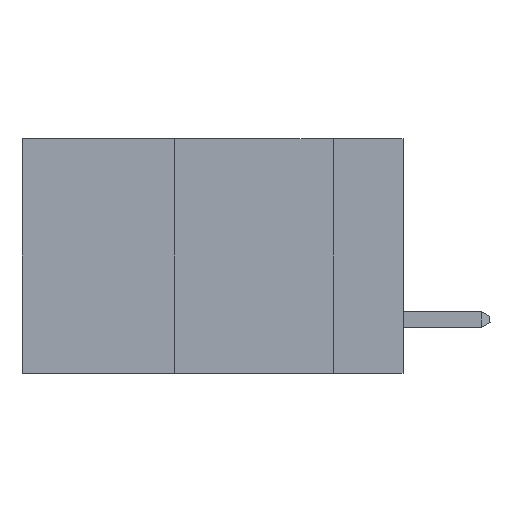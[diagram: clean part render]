
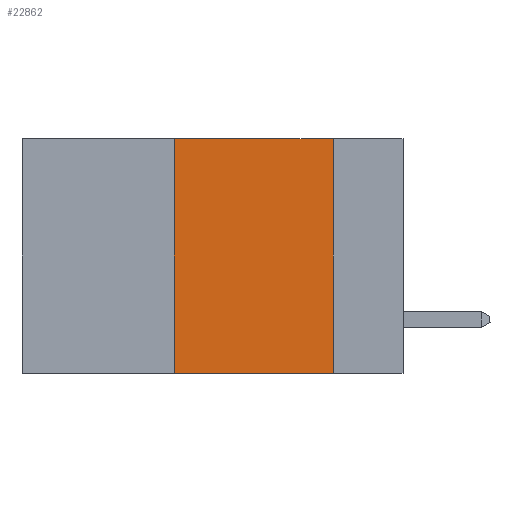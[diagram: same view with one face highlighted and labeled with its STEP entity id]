
A CAD part, left-side view. The second image highlights one B-rep face of the part: STEP entity #22862.
In plain terms, the highlighted planar face has unit normal (-1, 0, 0).
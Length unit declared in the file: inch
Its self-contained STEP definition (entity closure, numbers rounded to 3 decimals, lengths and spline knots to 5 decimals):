
#38 = VERTEX_POINT ( 'NONE', #11663 ) ;
#63 = LINE ( 'NONE', #16518, #19307 ) ;
#1459 = CARTESIAN_POINT ( 'NONE',  ( 0., 0.11, -0.37 ) ) ;
#4802 = VERTEX_POINT ( 'NONE', #4906 ) ;
#4906 = CARTESIAN_POINT ( 'NONE',  ( 0., 0.11, 0. ) ) ;
#5002 = VECTOR ( 'NONE', #6172, 39.37008 ) ;
#5584 = PLANE ( 'NONE',  #17299 ) ;
#6172 = DIRECTION ( 'NONE',  ( 0., 0., -1. ) ) ;
#7159 = DIRECTION ( 'NONE',  ( 0., -1., 0. ) ) ;
#7371 = CARTESIAN_POINT ( 'NONE',  ( 0., 0.6, 0. ) ) ;
#8390 = ORIENTED_EDGE ( 'NONE', *, *, #18641, .F. ) ;
#8605 = EDGE_CURVE ( 'NONE', #38, #10815, #9975, .T. ) ;
#8750 = LINE ( 'NONE', #12625, #15210 ) ;
#8805 = VECTOR ( 'NONE', #11874, 39.37008 ) ;
#9175 = DIRECTION ( 'NONE',  ( 1., 0., 0. ) ) ;
#9398 = DIRECTION ( 'NONE',  ( 0., -1., 0. ) ) ;
#9975 = LINE ( 'NONE', #20519, #8805 ) ;
#10815 = VERTEX_POINT ( 'NONE', #18682 ) ;
#11663 = CARTESIAN_POINT ( 'NONE',  ( 0., 0.36, -0.37 ) ) ;
#11874 = DIRECTION ( 'NONE',  ( 0., 0., 1. ) ) ;
#11884 = FACE_OUTER_BOUND ( 'NONE', #12677, .T. ) ;
#12625 = CARTESIAN_POINT ( 'NONE',  ( 0., 0.6, 0. ) ) ;
#12677 = EDGE_LOOP ( 'NONE', ( #14479, #8390, #13471, #13973 ) ) ;
#13471 = ORIENTED_EDGE ( 'NONE', *, *, #8605, .F. ) ;
#13973 = ORIENTED_EDGE ( 'NONE', *, *, #14545, .T. ) ;
#14230 = VERTEX_POINT ( 'NONE', #1459 ) ;
#14479 = ORIENTED_EDGE ( 'NONE', *, *, #16472, .F. ) ;
#14484 = LINE ( 'NONE', #22293, #5002 ) ;
#14545 = EDGE_CURVE ( 'NONE', #38, #14230, #63, .T. ) ;
#14643 = DIRECTION ( 'NONE',  ( 0., 0., -1. ) ) ;
#15210 = VECTOR ( 'NONE', #7159, 39.37008 ) ;
#16472 = EDGE_CURVE ( 'NONE', #4802, #14230, #14484, .T. ) ;
#16518 = CARTESIAN_POINT ( 'NONE',  ( 0., 0.6, -0.37 ) ) ;
#17299 = AXIS2_PLACEMENT_3D ( 'NONE', #7371, #9175, #14643 ) ;
#18641 = EDGE_CURVE ( 'NONE', #10815, #4802, #8750, .T. ) ;
#18682 = CARTESIAN_POINT ( 'NONE',  ( 0., 0.36, 0. ) ) ;
#19307 = VECTOR ( 'NONE', #9398, 39.37008 ) ;
#20519 = CARTESIAN_POINT ( 'NONE',  ( 0., 0.36, 0. ) ) ;
#22293 = CARTESIAN_POINT ( 'NONE',  ( 0., 0.11, 0. ) ) ;
#22862 = ADVANCED_FACE ( 'NONE', ( #11884 ), #5584, .F. ) ;
